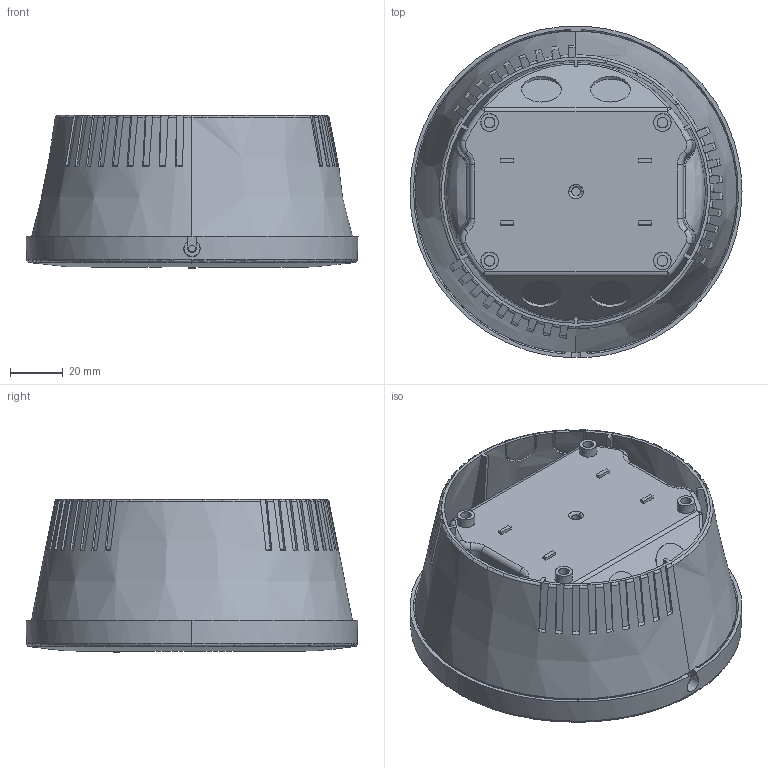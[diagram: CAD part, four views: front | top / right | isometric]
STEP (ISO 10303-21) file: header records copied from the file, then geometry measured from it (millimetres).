
FILE_DESCRIPTION (( 'STEP AP203' ), '1' );
FILE_NAME ('LDC003E.STEP', '2025-08-27T03:42:11', ( '' ), ( '' ), 'SwSTEP 2.0', 'SolidWorks 2020', '' );
FILE_SCHEMA (( 'CONFIG_CONTROL_DESIGN' ));
Length unit declared in the file: millimetre
Products named in the file (1): LDC003E
Bounding box: 125.53 x 125.42 x 57.9 mm (x, y, z)
Surface area: 127204.3 mm2 (no closed solid volume)
Topology: 0 solids, 7 shells, 802 faces, 2164 edges, 1391 vertices
Faces by surface type: plane 216, cylinder 160, cone 157, torus 155, bspline 102, sphere 12
Entity records: 50365 total; most frequent: CARTESIAN_POINT 34964, ORIENTED_EDGE 4299, EDGE_CURVE 2151, B_SPLINE_CURVE_WITH_KNOTS 2140, DIRECTION 1402, VERTEX_POINT 1391, EDGE_LOOP 845, FACE_OUTER_BOUND 802
